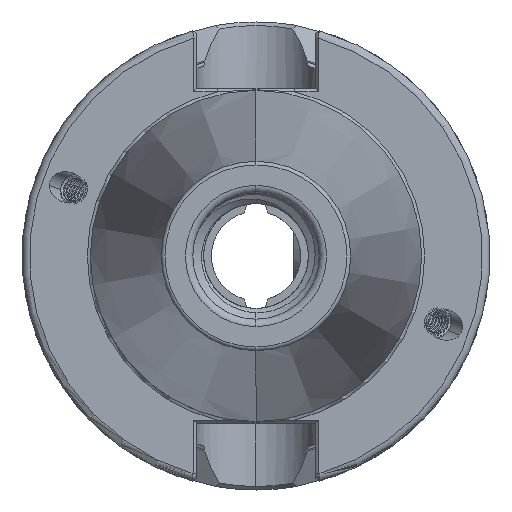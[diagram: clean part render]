
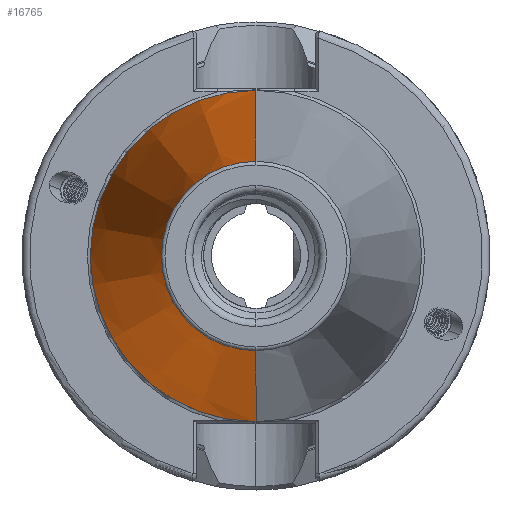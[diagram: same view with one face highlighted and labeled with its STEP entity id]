
A CAD part, left-side view. The second image highlights one B-rep face of the part: STEP entity #16765.
In plain terms, the highlighted conical face has half-angle 8.297 degrees and reference radius 22.298 mm.
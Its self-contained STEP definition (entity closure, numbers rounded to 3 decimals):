
#1205 = VERTEX_POINT ( 'NONE', #20825 ) ;
#1974 = CIRCLE ( 'NONE', #13685, 12.75 ) ;
#2023 = LINE ( 'NONE', #18611, #2041 ) ;
#2038 = LINE ( 'NONE', #18640, #2050 ) ;
#2041 = VECTOR ( 'NONE', #18628, 1000. ) ;
#2050 = VECTOR ( 'NONE', #18627, 1000. ) ;
#2056 = CIRCLE ( 'NONE', #13711, 22.298 ) ;
#2285 = VERTEX_POINT ( 'NONE', #20852 ) ;
#2295 = VERTEX_POINT ( 'NONE', #20817 ) ;
#2323 = VERTEX_POINT ( 'NONE', #20874 ) ;
#7255 = DIRECTION ( 'NONE',  ( 1., 0., 0. ) ) ;
#7295 = CARTESIAN_POINT ( 'NONE',  ( -1.5, 0., 0. ) ) ;
#7297 = DIRECTION ( 'NONE',  ( 0., 0., -1. ) ) ;
#8395 = CONICAL_SURFACE ( 'NONE', #20368, 22.298, 0.145 ) ;
#8411 = FACE_OUTER_BOUND ( 'NONE', #16553, .T. ) ;
#13685 = AXIS2_PLACEMENT_3D ( 'NONE', #18423, #18426, #18428 ) ;
#13711 = AXIS2_PLACEMENT_3D ( 'NONE', #18623, #18633, #18638 ) ;
#13988 = EDGE_CURVE ( 'NONE', #1205, #2285, #1974, .T. ) ;
#14022 = EDGE_CURVE ( 'NONE', #2295, #2323, #2056, .T. ) ;
#14023 = EDGE_CURVE ( 'NONE', #2285, #2323, #2038, .T. ) ;
#14024 = EDGE_CURVE ( 'NONE', #1205, #2295, #2023, .T. ) ;
#14164 = ORIENTED_EDGE ( 'NONE', *, *, #13988, .T. ) ;
#14201 = ORIENTED_EDGE ( 'NONE', *, *, #14023, .T. ) ;
#14215 = ORIENTED_EDGE ( 'NONE', *, *, #14022, .F. ) ;
#16553 = EDGE_LOOP ( 'NONE', ( #14164, #14201, #14215, #20133 ) ) ;
#16765 = ADVANCED_FACE ( 'NONE', ( #8411 ), #8395, .T. ) ;
#18423 = CARTESIAN_POINT ( 'NONE',  ( -66.972, 0., 0. ) ) ;
#18426 = DIRECTION ( 'NONE',  ( 1., 0., 0. ) ) ;
#18428 = DIRECTION ( 'NONE',  ( 0., 0., -1. ) ) ;
#18611 = CARTESIAN_POINT ( 'NONE',  ( -1.5, 0., -22.298 ) ) ;
#18623 = CARTESIAN_POINT ( 'NONE',  ( -1.5, 0., 0. ) ) ;
#18627 = DIRECTION ( 'NONE',  ( 0.99, 0., 0.144 ) ) ;
#18628 = DIRECTION ( 'NONE',  ( 0.99, 0., -0.144 ) ) ;
#18633 = DIRECTION ( 'NONE',  ( 1., 0., 0. ) ) ;
#18638 = DIRECTION ( 'NONE',  ( 0., 0., -1. ) ) ;
#18640 = CARTESIAN_POINT ( 'NONE',  ( -1.5, 0., 22.298 ) ) ;
#20133 = ORIENTED_EDGE ( 'NONE', *, *, #14024, .F. ) ;
#20368 = AXIS2_PLACEMENT_3D ( 'NONE', #7295, #7255, #7297 ) ;
#20817 = CARTESIAN_POINT ( 'NONE',  ( -1.5, 0., -22.298 ) ) ;
#20825 = CARTESIAN_POINT ( 'NONE',  ( -66.972, 0., -12.75 ) ) ;
#20852 = CARTESIAN_POINT ( 'NONE',  ( -66.972, 0., 12.75 ) ) ;
#20874 = CARTESIAN_POINT ( 'NONE',  ( -1.5, 0., 22.298 ) ) ;
